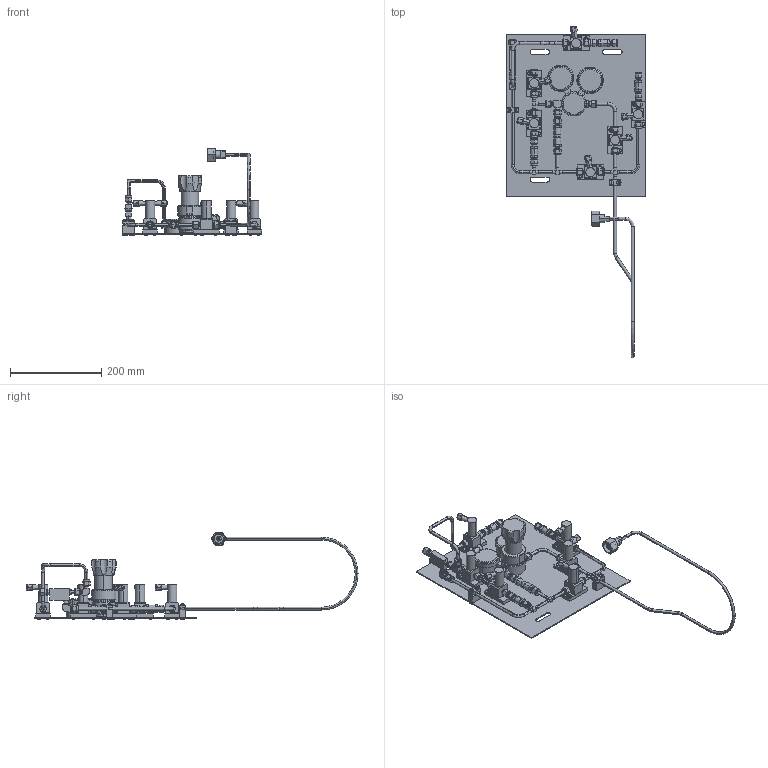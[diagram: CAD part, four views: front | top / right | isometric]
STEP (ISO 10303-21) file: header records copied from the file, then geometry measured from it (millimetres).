
FILE_DESCRIPTION((''),'2;1');
FILE_NAME('MPAN-5501-660-0_ASM','2020-11-03T15:50:35',('CRosado'),('MATHESON TRI-GAS'),'CREO PARAMETRIC BY PTC INC, 2018260','CREO PARAMETRIC BY PTC INC, 2018260','');
FILE_SCHEMA(('CONFIG_CONTROL_DESIGN'));
Length unit declared in the file: inch
Products named in the file (53): MPLA-1061-UE; MSPA-0031-AB; MVLV-0792-SA; MVLV-0792-HANDLE; MVLV-0792-PORT; MVLV-0792-SA_AF5_ASM; MVLV-0792-SA_AF6_ASM; MVLV-0792-SA_AF7_ASM; MVLV-0907-SA; MTEE-0077-SA; SOLID1-21; MREG-5405-SA_A_ASM; MREG-5405-1; MREG-5405-HANDLE; MREG-5405-SA_ASM; MGAG-0002-SA; MGAG-0083-SA; MBLO-0117-AB; MCON-0070-SA; MSCR-0169-SZ; MPAN-5310-350_TUBE9; MTEE-0206-SA; MMOD-4824-SA_C0001; MMOD-4824-SA_C0002; MMOD-4824-SA_C0003; MMOD-4824-SA_C0004; MMOD-4824-SA_C0005; MMOD-4824-SA_ASM; MVLV-0792-SA_AF8_ASM; MVLV-0405-SA; MVLV-0792-SA_AF9_ASM; MMOD-4826-SA0001; MMOD-4826-SA0002; MMOD-4826-SA0003; MMOD-4826-SA_ASM; MCRO-0031-SA; MGPT-1300-6600001; MGPT-1300-6600002; MGPT-1300-6600003; MGPT-1300-6600004 ...
Assembly tree (102 placements, depth 4):
  MPAN-5501-660-0_ASM
    MPLA-1061-UE
    MSPA-0031-AB  x6
    MVLV-0792-SA_AF5_ASM
      MVLV-0792-SA
      MVLV-0792-HANDLE
      MVLV-0792-PORT  x2
    MVLV-0792-SA_AF6_ASM
      MVLV-0792-SA
      MVLV-0792-HANDLE
      MVLV-0792-PORT  x2
    MVLV-0792-SA_AF7_ASM
      MVLV-0792-SA
      MVLV-0792-HANDLE
      MVLV-0792-PORT  x2
    MVLV-0907-SA
    MTEE-0077-SA
    MREG-5405-SA_ASM
      MREG-5405-SA_A_ASM
        SOLID1-21
      MREG-5405-1
      MREG-5405-HANDLE
    MGAG-0002-SA
    MGAG-0083-SA
    MBLO-0117-AB  x2
    MCON-0070-SA
    MSCR-0169-SZ  x20
    MPAN-5310-350_TUBE9
    MMOD-4824-SA_ASM
      MTEE-0206-SA  x2
      MMOD-4824-SA_C0001
      MMOD-4824-SA_C0002
      MMOD-4824-SA_C0003
      MMOD-4824-SA_C0004
      MMOD-4824-SA_C0005
    MVLV-0792-SA_AF8_ASM
      MVLV-0792-SA
      MVLV-0792-HANDLE
      MVLV-0792-PORT  x2
    MVLV-0405-SA  x3
    MVLV-0792-SA_AF9_ASM
      MVLV-0792-SA
      MVLV-0792-HANDLE
      MVLV-0792-PORT  x2
    MMOD-4826-SA_ASM
      MTEE-0206-SA
      MMOD-4826-SA0001
      MMOD-4826-SA0002
      MMOD-4826-SA0003
    MPGT-1300-600_ASM
      MCRO-0031-SA
      MGPT-1300-6600001
      MGPT-1300-6600002
      MGPT-1300-6600003
      MGPT-1300-6600004
      MCNN-0437-SA_ASM
        MCNN-0437-SA
        MNUT-0221-SA
    MPAN-5501-660_A0001
    MPAN-5501-660_A0002
Bounding box: 304.8 x 727.16 x 192.03 mm (x, y, z)
Volume: 1066655.3 mm3; surface area: 526690.8 mm2
Topology: 92 solids, 110 shells, 2893 faces, 6572 edges, 4045 vertices
Faces by surface type: plane 892, cylinder 891, cone 849, torus 164, sphere 49, bspline 48
Entity records: 47474 total; most frequent: CARTESIAN_POINT 10726, DIRECTION 8167, ORIENTED_EDGE 6932, EDGE_CURVE 3498, AXIS2_PLACEMENT_3D 3425, VERTEX_POINT 2143, EDGE_LOOP 1751, CIRCLE 1696
